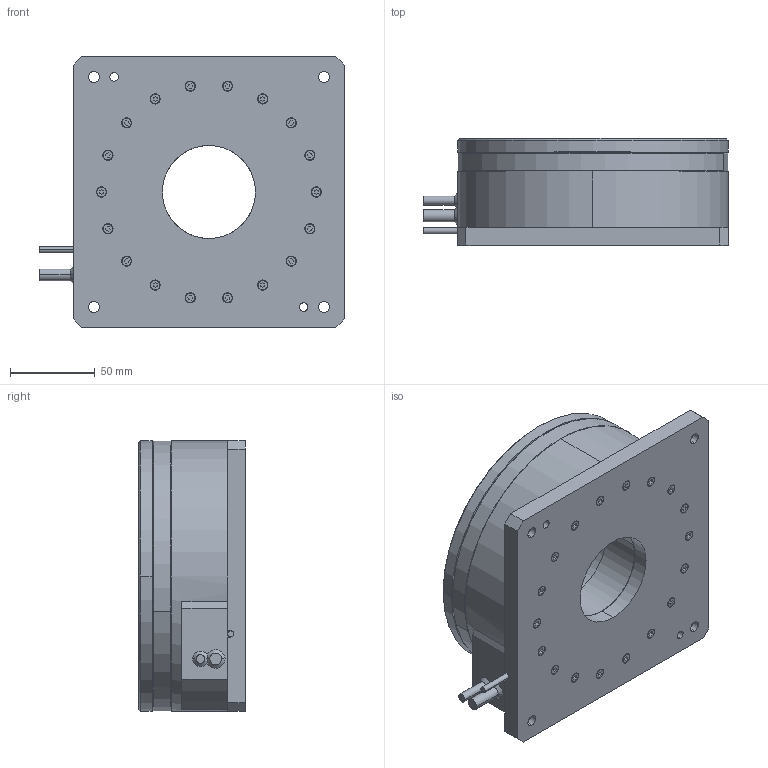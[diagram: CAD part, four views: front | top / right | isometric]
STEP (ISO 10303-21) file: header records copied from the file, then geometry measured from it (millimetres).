
FILE_DESCRIPTION (( 'STEP AP214' ), '1' );
FILE_NAME ('FMSR160D.STEP', '2021-07-21T12:37:11', ( '' ), ( '' ), 'SwSTEP 2.0', 'SolidWorks 2017', '' );
FILE_SCHEMA (( 'AUTOMOTIVE_DESIGN' ));
Length unit declared in the file: millimetre
Products named in the file (1): FMSR160D
Bounding box: 180 x 63 x 160 mm (x, y, z)
Volume: 1177768.9 mm3; surface area: 188273.1 mm2
Topology: 3 solids, 3 shells, 662 faces, 1564 edges, 1001 vertices
Faces by surface type: plane 300, cylinder 274, cone 88
Entity records: 26498 total; most frequent: DIRECTION 3490, CARTESIAN_POINT 3218, ORIENTED_EDGE 3088, EDGE_CURVE 1544, AXIS2_PLACEMENT_3D 1285, VERTEX_POINT 1001, LINE 920, VECTOR 920
